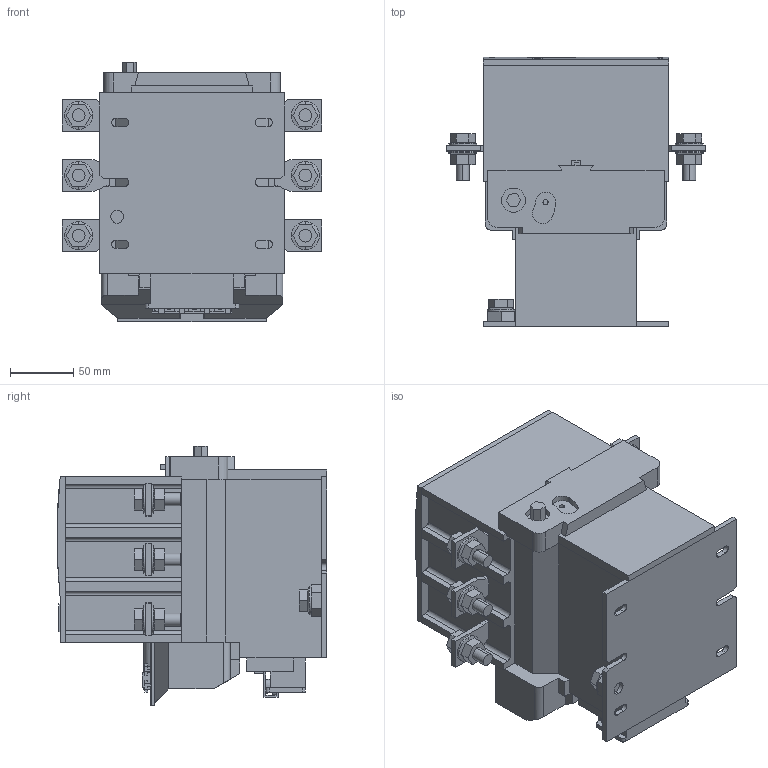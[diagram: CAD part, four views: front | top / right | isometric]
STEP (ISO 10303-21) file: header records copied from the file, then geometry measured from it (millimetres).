
FILE_DESCRIPTION (( 'STEP AP214' ), '1' );
FILE_NAME ('KKT50-265-400-10 Êîíòàêòîð ÊÒÈ-5265 265À 400Â_ÀÑ3 ÈÝÊ.STEP', '2017-12-19T07:11:03', ( '' ), ( '' ), 'SwSTEP 2.0', 'SolidWorks 2014', '' );
FILE_SCHEMA (( 'AUTOMOTIVE_DESIGN' ));
Length unit declared in the file: millimetre
Products named in the file (1): KKT50-265-400-10 Êîíòàêòîð ÊÒÈ-5265  265À  400Â_ÀÑ3 ÈÝÊ
Bounding box: 204.3 x 212.35 x 204 mm (x, y, z)
Volume: 3873106.2 mm3; surface area: 259908.1 mm2
Topology: 14 solids, 14 shells, 1379 faces, 3724 edges, 2436 vertices
Faces by surface type: plane 908, cylinder 229, bspline 181, cone 52, torus 9
Entity records: 54038 total; most frequent: CARTESIAN_POINT 20151, ORIENTED_EDGE 7436, DIRECTION 6200, EDGE_CURVE 3718, VECTOR 2692, LINE 2692, VERTEX_POINT 2436, AXIS2_PLACEMENT_3D 1754
